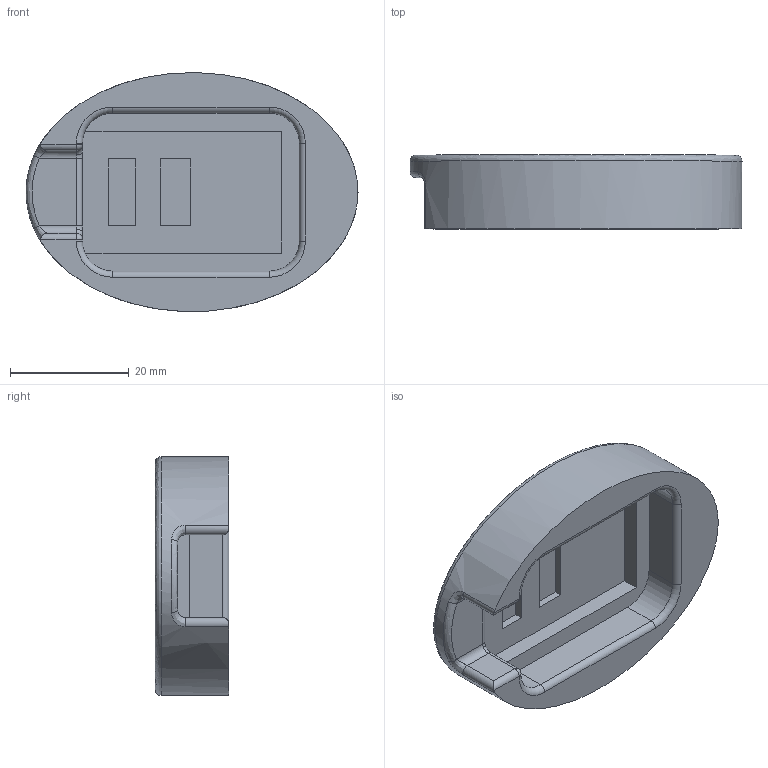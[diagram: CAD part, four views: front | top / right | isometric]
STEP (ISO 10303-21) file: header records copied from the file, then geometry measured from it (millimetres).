
FILE_DESCRIPTION(/* description */ (''),/* implementation_level */ '2;1');
FILE_NAME(/* name */ 'Head.step',/* time_stamp */ '2023-05-21T05:03:26-05:00',/* author */ (''),/* organization */ (''),/* preprocessor_version */ 'ST-DEVELOPER v19.2',/* originating_system */ 'Autodesk Translation Framework v12.4.0.73',/* authorisation */ '');
FILE_SCHEMA (('AUTOMOTIVE_DESIGN { 1 0 10303 214 3 1 1 }'));
Length unit declared in the file: inch
Products named in the file (1): Head
Bounding box: 55.99 x 12.45 x 40.27 mm (x, y, z)
Volume: 12550.4 mm3; surface area: 6320.6 mm2
Topology: 1 solids, 1 shells, 58 faces, 138 edges, 84 vertices
Faces by surface type: plane 25, cylinder 18, torus 8, bspline 5, sphere 2
Entity records: 1984 total; most frequent: CARTESIAN_POINT 600, DIRECTION 286, ORIENTED_EDGE 276, EDGE_CURVE 138, AXIS2_PLACEMENT_3D 105, VERTEX_POINT 84, LINE 76, VECTOR 76
